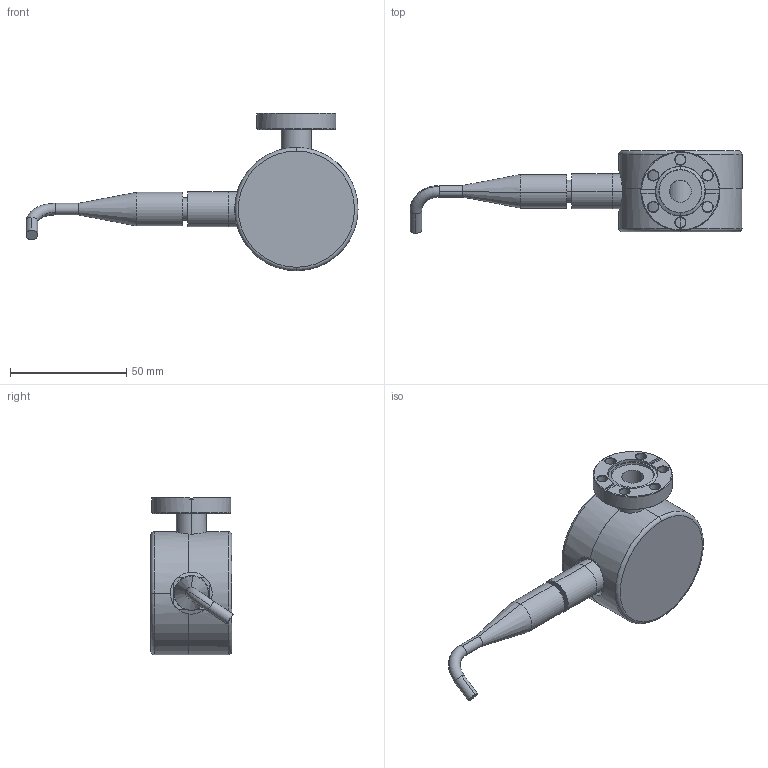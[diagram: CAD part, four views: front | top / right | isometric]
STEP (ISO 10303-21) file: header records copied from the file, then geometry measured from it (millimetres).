
FILE_DESCRIPTION (( 'STEP AP214' ), '1' );
FILE_NAME ('4L燭赽掙-祥漪そ敖.STEP', '2024-07-30T08:27:07', ( '' ), ( '' ), 'SwSTEP 2.0', 'SolidWorks 2020', '' );
FILE_SCHEMA (( 'AUTOMOTIVE_DESIGN' ));
Length unit declared in the file: millimetre
Products named in the file (1): 4L燭赽掙-祥漪そ敖
Bounding box: 142.8 x 35.42 x 67.76 mm (x, y, z)
Volume: 60860.1 mm3; surface area: 66115.3 mm2
Topology: 28 solids, 28 shells, 499 faces, 1087 edges, 662 vertices
Faces by surface type: cylinder 217, plane 118, torus 94, cone 62, sphere 8
Entity records: 20851 total; most frequent: CARTESIAN_POINT 3623, DIRECTION 2675, ORIENTED_EDGE 2158, AXIS2_PLACEMENT_3D 1162, EDGE_CURVE 1079, CIRCLE 662, VERTEX_POINT 662, EDGE_LOOP 593
